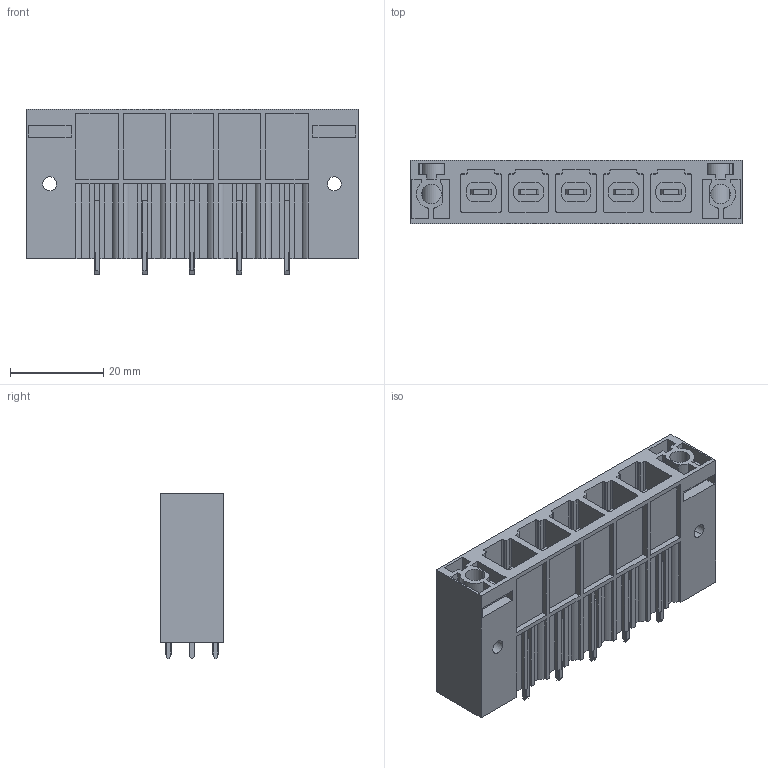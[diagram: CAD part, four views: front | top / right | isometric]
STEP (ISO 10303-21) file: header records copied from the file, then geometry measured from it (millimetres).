
FILE_DESCRIPTION(('CATIA V5 STEP Exchange','CAx-IF Rec.Pracs.--- Model Styling and Organization---1.2---2011-12-15'),'2;1');
FILE_NAME ('D1456687_0_1813680000_1813680000.stp','2018-11-27T05:39:56+00:00',('none'),('Weidmueller'),'CATIA Version 5-6 Release 2014','CATIA V5 STEP AP214','none');
FILE_SCHEMA(('AUTOMOTIVE_DESIGN { 1 0 10303 214 1 1 1 1 }'));
Length unit declared in the file: millimetre
Products named in the file (1): 1813680000
Bounding box: 71.12 x 13.6 x 35.5 mm (x, y, z)
Volume: 14388.3 mm3; surface area: 22168.5 mm2
Topology: 6 solids, 6 shells, 882 faces, 2527 edges, 1683 vertices
Faces by surface type: plane 758, cylinder 124
Entity records: 25871 total; most frequent: ORIENTED_EDGE 5054, CARTESIAN_POINT 4667, DIRECTION 3299, EDGE_CURVE 2525, VECTOR 2227, LINE 2227, VERTEX_POINT 1679, EDGE_LOOP 930
